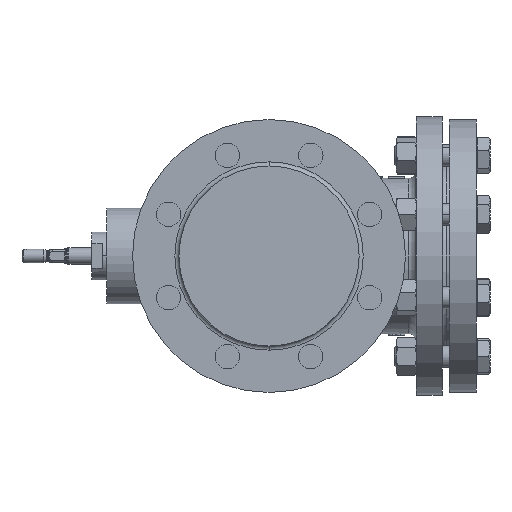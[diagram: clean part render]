
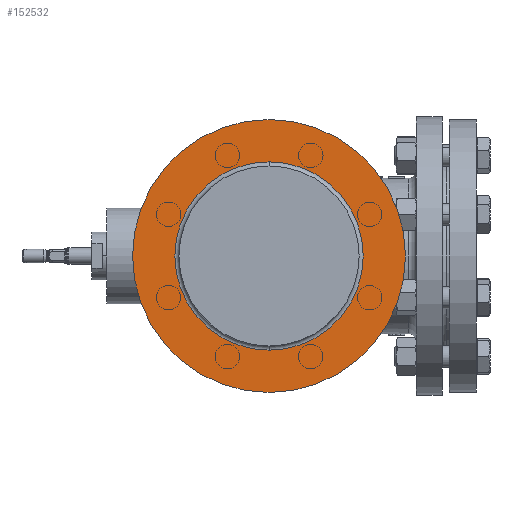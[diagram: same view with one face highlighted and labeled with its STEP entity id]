
A CAD part, left-side view. The second image highlights one B-rep face of the part: STEP entity #152532.
In plain terms, the highlighted planar face has unit normal (-1, 0, 0).
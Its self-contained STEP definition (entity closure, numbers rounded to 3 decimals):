
#74939 = CARTESIAN_POINT ( 'NONE',  ( -152.456, 0.051, 0. ) ) ;
#74942 = DIRECTION ( 'NONE',  ( 1., 0., 0. ) ) ;
#74945 = DIRECTION ( 'NONE',  ( 0., 0., 1. ) ) ;
#74992 = CARTESIAN_POINT ( 'NONE',  ( -152.456, 0.051, 0. ) ) ;
#74995 = DIRECTION ( 'NONE',  ( 1., 0., 0. ) ) ;
#74998 = DIRECTION ( 'NONE',  ( 0., 0., 1. ) ) ;
#131132 = AXIS2_PLACEMENT_3D ( 'NONE', #152647, #152679, #152681 ) ;
#133878 = CIRCLE ( 'NONE', #133891, 100.3 ) ;
#133887 = CIRCLE ( 'NONE', #133898, 69.207 ) ;
#133891 = AXIS2_PLACEMENT_3D ( 'NONE', #162476, #162478, #162480 ) ;
#133898 = AXIS2_PLACEMENT_3D ( 'NONE', #162485, #162487, #162489 ) ;
#136493 = CARTESIAN_POINT ( 'NONE',  ( -152.456, 0.051, 69.207 ) ) ;
#136580 = CARTESIAN_POINT ( 'NONE',  ( -152.456, 0.051, -100.3 ) ) ;
#136776 = CARTESIAN_POINT ( 'NONE',  ( -152.456, 0.051, -69.207 ) ) ;
#136779 = CARTESIAN_POINT ( 'NONE',  ( -152.456, 0.051, 100.3 ) ) ;
#138834 = CIRCLE ( 'NONE', #138839, 69.207 ) ;
#138839 = AXIS2_PLACEMENT_3D ( 'NONE', #74939, #74942, #74945 ) ;
#138842 = CIRCLE ( 'NONE', #138847, 100.3 ) ;
#138847 = AXIS2_PLACEMENT_3D ( 'NONE', #74992, #74995, #74998 ) ;
#141593 = VERTEX_POINT ( 'NONE', #136493 ) ;
#141680 = VERTEX_POINT ( 'NONE', #136580 ) ;
#141876 = VERTEX_POINT ( 'NONE', #136776 ) ;
#141879 = VERTEX_POINT ( 'NONE', #136779 ) ;
#142561 = EDGE_LOOP ( 'NONE', ( #149698, #149700 ) ) ;
#142562 = EDGE_LOOP ( 'NONE', ( #149702, #149704 ) ) ;
#149698 = ORIENTED_EDGE ( 'NONE', *, *, #151031, .F. ) ;
#149700 = ORIENTED_EDGE ( 'NONE', *, *, #157616, .F. ) ;
#149702 = ORIENTED_EDGE ( 'NONE', *, *, #157618, .T. ) ;
#149704 = ORIENTED_EDGE ( 'NONE', *, *, #151022, .T. ) ;
#151022 = EDGE_CURVE ( 'NONE', #141876, #141593, #138834, .T. ) ;
#151031 = EDGE_CURVE ( 'NONE', #141879, #141680, #138842, .T. ) ;
#152532 = ADVANCED_FACE ( 'NONE', ( #152670, #152673 ), #152675, .F. ) ;
#152647 = CARTESIAN_POINT ( 'NONE',  ( -152.456, -100.249, 0. ) ) ;
#152670 = FACE_OUTER_BOUND ( 'NONE', #142561, .T. ) ;
#152673 = FACE_BOUND ( 'NONE', #142562, .T. ) ;
#152675 = PLANE ( 'NONE',  #131132 ) ;
#152679 = DIRECTION ( 'NONE',  ( 1., 0., 0. ) ) ;
#152681 = DIRECTION ( 'NONE',  ( 0., 0., 1. ) ) ;
#157616 = EDGE_CURVE ( 'NONE', #141680, #141879, #133878, .T. ) ;
#157618 = EDGE_CURVE ( 'NONE', #141593, #141876, #133887, .T. ) ;
#162476 = CARTESIAN_POINT ( 'NONE',  ( -152.456, 0.051, 0. ) ) ;
#162478 = DIRECTION ( 'NONE',  ( 1., 0., 0. ) ) ;
#162480 = DIRECTION ( 'NONE',  ( 0., 0., 1. ) ) ;
#162485 = CARTESIAN_POINT ( 'NONE',  ( -152.456, 0.051, 0. ) ) ;
#162487 = DIRECTION ( 'NONE',  ( 1., 0., 0. ) ) ;
#162489 = DIRECTION ( 'NONE',  ( 0., 0., 1. ) ) ;
